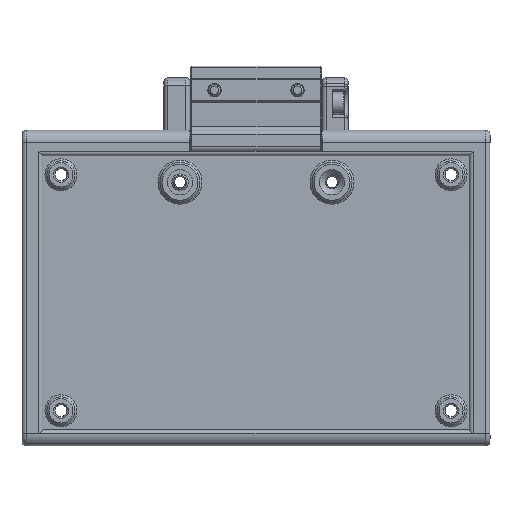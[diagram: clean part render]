
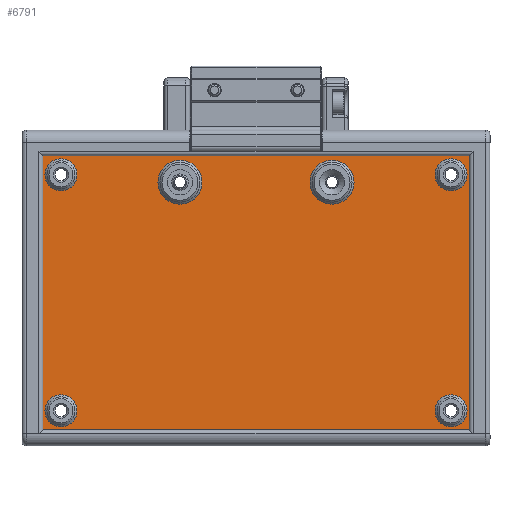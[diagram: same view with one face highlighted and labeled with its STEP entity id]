
A CAD part, front view. The second image highlights one B-rep face of the part: STEP entity #6791.
In plain terms, the highlighted planar face has unit normal (0, -1, 0).
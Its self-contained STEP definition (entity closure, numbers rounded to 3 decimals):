
#228=FACE_BOUND('',#1059,.T.);
#229=FACE_BOUND('',#1060,.T.);
#230=FACE_BOUND('',#1061,.T.);
#231=FACE_BOUND('',#1062,.T.);
#232=FACE_BOUND('',#1063,.T.);
#233=FACE_BOUND('',#1064,.T.);
#397=PLANE('',#7384);
#614=FACE_OUTER_BOUND('',#1058,.T.);
#1058=EDGE_LOOP('',(#4903,#4904,#4905,#4906,#4907,#4908,#4909,#4910,#4911,
#4912,#4913,#4914,#4915,#4916,#4917,#4918));
#1059=EDGE_LOOP('',(#4919));
#1060=EDGE_LOOP('',(#4920));
#1061=EDGE_LOOP('',(#4921));
#1062=EDGE_LOOP('',(#4922));
#1063=EDGE_LOOP('',(#4923));
#1064=EDGE_LOOP('',(#4924));
#1493=LINE('',#10305,#2080);
#1506=LINE('',#10342,#2093);
#1511=LINE('',#10358,#2098);
#1524=LINE('',#10395,#2111);
#1549=LINE('',#10545,#2136);
#1569=LINE('',#10698,#2156);
#1602=LINE('',#10841,#2189);
#1603=LINE('',#10842,#2190);
#1604=LINE('',#10843,#2191);
#1605=LINE('',#10844,#2192);
#1606=LINE('',#10845,#2193);
#1607=LINE('',#10846,#2194);
#2080=VECTOR('',#8093,10.);
#2093=VECTOR('',#8128,10.);
#2098=VECTOR('',#8141,10.);
#2111=VECTOR('',#8176,10.);
#2136=VECTOR('',#8249,10.);
#2156=VECTOR('',#8317,10.);
#2189=VECTOR('',#8430,10.);
#2190=VECTOR('',#8431,10.);
#2191=VECTOR('',#8432,10.);
#2192=VECTOR('',#8433,10.);
#2193=VECTOR('',#8434,10.);
#2194=VECTOR('',#8435,10.);
#2665=CIRCLE('',#7275,0.5);
#2666=CIRCLE('',#7278,0.5);
#2669=CIRCLE('',#7290,0.5);
#2670=CIRCLE('',#7293,0.5);
#2691=CIRCLE('',#7383,4.);
#2692=CIRCLE('',#7385,4.);
#2693=CIRCLE('',#7386,5.5);
#2694=CIRCLE('',#7387,4.);
#2695=CIRCLE('',#7388,5.5);
#2696=CIRCLE('',#7389,4.);
#2978=VERTEX_POINT('',#10302);
#2979=VERTEX_POINT('',#10304);
#2985=VERTEX_POINT('',#10320);
#2986=VERTEX_POINT('',#10322);
#2989=VERTEX_POINT('',#10329);
#2992=VERTEX_POINT('',#10340);
#2998=VERTEX_POINT('',#10355);
#2999=VERTEX_POINT('',#10357);
#3005=VERTEX_POINT('',#10373);
#3006=VERTEX_POINT('',#10375);
#3009=VERTEX_POINT('',#10382);
#3012=VERTEX_POINT('',#10393);
#3044=VERTEX_POINT('',#10542);
#3045=VERTEX_POINT('',#10544);
#3071=VERTEX_POINT('',#10695);
#3072=VERTEX_POINT('',#10697);
#3104=VERTEX_POINT('',#10837);
#3105=VERTEX_POINT('',#10847);
#3106=VERTEX_POINT('',#10849);
#3107=VERTEX_POINT('',#10851);
#3108=VERTEX_POINT('',#10853);
#3109=VERTEX_POINT('',#10855);
#3573=EDGE_CURVE('',#2979,#2978,#1493,.T.);
#3582=EDGE_CURVE('',#2985,#2986,#2665,.F.);
#3586=EDGE_CURVE('',#2978,#2989,#2666,.T.);
#3592=EDGE_CURVE('',#2985,#2992,#1506,.T.);
#3599=EDGE_CURVE('',#2999,#2998,#1511,.T.);
#3608=EDGE_CURVE('',#3005,#3006,#2669,.F.);
#3612=EDGE_CURVE('',#2998,#3009,#2670,.T.);
#3618=EDGE_CURVE('',#3005,#3012,#1524,.T.);
#3662=EDGE_CURVE('',#3044,#3045,#1549,.T.);
#3701=EDGE_CURVE('',#3071,#3072,#1569,.T.);
#3755=EDGE_CURVE('',#3104,#3104,#2691,.T.);
#3756=EDGE_CURVE('',#3072,#3009,#1602,.T.);
#3757=EDGE_CURVE('',#2986,#3071,#1603,.T.);
#3758=EDGE_CURVE('',#2979,#2992,#1604,.T.);
#3759=EDGE_CURVE('',#3045,#2989,#1605,.T.);
#3760=EDGE_CURVE('',#3006,#3044,#1606,.T.);
#3761=EDGE_CURVE('',#2999,#3012,#1607,.T.);
#3762=EDGE_CURVE('',#3105,#3105,#2692,.T.);
#3763=EDGE_CURVE('',#3106,#3106,#2693,.T.);
#3764=EDGE_CURVE('',#3107,#3107,#2694,.T.);
#3765=EDGE_CURVE('',#3108,#3108,#2695,.T.);
#3766=EDGE_CURVE('',#3109,#3109,#2696,.T.);
#4903=ORIENTED_EDGE('',*,*,#3756,.F.);
#4904=ORIENTED_EDGE('',*,*,#3701,.F.);
#4905=ORIENTED_EDGE('',*,*,#3757,.F.);
#4906=ORIENTED_EDGE('',*,*,#3582,.F.);
#4907=ORIENTED_EDGE('',*,*,#3592,.T.);
#4908=ORIENTED_EDGE('',*,*,#3758,.F.);
#4909=ORIENTED_EDGE('',*,*,#3573,.T.);
#4910=ORIENTED_EDGE('',*,*,#3586,.T.);
#4911=ORIENTED_EDGE('',*,*,#3759,.F.);
#4912=ORIENTED_EDGE('',*,*,#3662,.F.);
#4913=ORIENTED_EDGE('',*,*,#3760,.F.);
#4914=ORIENTED_EDGE('',*,*,#3608,.F.);
#4915=ORIENTED_EDGE('',*,*,#3618,.T.);
#4916=ORIENTED_EDGE('',*,*,#3761,.F.);
#4917=ORIENTED_EDGE('',*,*,#3599,.T.);
#4918=ORIENTED_EDGE('',*,*,#3612,.T.);
#4919=ORIENTED_EDGE('',*,*,#3762,.F.);
#4920=ORIENTED_EDGE('',*,*,#3763,.F.);
#4921=ORIENTED_EDGE('',*,*,#3764,.F.);
#4922=ORIENTED_EDGE('',*,*,#3765,.F.);
#4923=ORIENTED_EDGE('',*,*,#3766,.F.);
#4924=ORIENTED_EDGE('',*,*,#3755,.F.);
#6791=ADVANCED_FACE('',(#614,#228,#229,#230,#231,#232,#233),#397,.T.);
#7275=AXIS2_PLACEMENT_3D('',#10323,#8108,#8109);
#7278=AXIS2_PLACEMENT_3D('',#10331,#8116,#8117);
#7290=AXIS2_PLACEMENT_3D('',#10376,#8156,#8157);
#7293=AXIS2_PLACEMENT_3D('',#10384,#8164,#8165);
#7383=AXIS2_PLACEMENT_3D('',#10839,#8426,#8427);
#7384=AXIS2_PLACEMENT_3D('',#10840,#8428,#8429);
#7385=AXIS2_PLACEMENT_3D('',#10848,#8436,#8437);
#7386=AXIS2_PLACEMENT_3D('',#10850,#8438,#8439);
#7387=AXIS2_PLACEMENT_3D('',#10852,#8440,#8441);
#7388=AXIS2_PLACEMENT_3D('',#10854,#8442,#8443);
#7389=AXIS2_PLACEMENT_3D('',#10856,#8444,#8445);
#8093=DIRECTION('',(1.,0.,0.));
#8108=DIRECTION('center_axis',(0.,1.,0.));
#8109=DIRECTION('ref_axis',(-0.707,0.,0.707));
#8116=DIRECTION('center_axis',(0.,1.,0.));
#8117=DIRECTION('ref_axis',(-0.707,0.,-0.707));
#8128=DIRECTION('',(-1.,0.,0.));
#8141=DIRECTION('',(-1.,0.,0.));
#8156=DIRECTION('center_axis',(0.,1.,0.));
#8157=DIRECTION('ref_axis',(0.707,0.,-0.707));
#8164=DIRECTION('center_axis',(0.,1.,0.));
#8165=DIRECTION('ref_axis',(0.707,0.,0.707));
#8176=DIRECTION('',(1.,0.,0.));
#8249=DIRECTION('',(1.,0.,0.));
#8317=DIRECTION('',(-1.,0.,0.));
#8426=DIRECTION('center_axis',(0.,-1.,0.));
#8427=DIRECTION('ref_axis',(1.,0.,0.));
#8428=DIRECTION('center_axis',(0.,-1.,0.));
#8429=DIRECTION('ref_axis',(1.,0.,0.));
#8430=DIRECTION('',(0.,0.,1.));
#8431=DIRECTION('',(0.,0.,-1.));
#8432=DIRECTION('',(0.,0.,-1.));
#8433=DIRECTION('',(0.,0.,-1.));
#8434=DIRECTION('',(0.,0.,1.));
#8435=DIRECTION('',(0.,0.,1.));
#8436=DIRECTION('center_axis',(0.,-1.,0.));
#8437=DIRECTION('ref_axis',(1.,0.,0.));
#8438=DIRECTION('center_axis',(0.,-1.,0.));
#8439=DIRECTION('ref_axis',(1.,0.,0.));
#8440=DIRECTION('center_axis',(0.,-1.,0.));
#8441=DIRECTION('ref_axis',(1.,0.,0.));
#8442=DIRECTION('center_axis',(0.,-1.,0.));
#8443=DIRECTION('ref_axis',(1.,0.,0.));
#8444=DIRECTION('center_axis',(0.,-1.,0.));
#8445=DIRECTION('ref_axis',(1.,0.,0.));
#10302=CARTESIAN_POINT('',(105.625,-29.048,92.199));
#10304=CARTESIAN_POINT('',(105.125,-29.048,92.199));
#10305=CARTESIAN_POINT('',(78.5,-29.048,92.199));
#10320=CARTESIAN_POINT('',(105.625,-29.048,72.199));
#10322=CARTESIAN_POINT('',(105.125,-29.048,71.699));
#10323=CARTESIAN_POINT('Origin',(105.625,-29.048,71.699));
#10329=CARTESIAN_POINT('',(105.125,-29.048,92.699));
#10331=CARTESIAN_POINT('Origin',(105.625,-29.048,92.699));
#10340=CARTESIAN_POINT('',(105.125,-29.048,72.199));
#10342=CARTESIAN_POINT('',(80.,-29.048,72.199));
#10355=CARTESIAN_POINT('',(-1.875,-29.048,72.199));
#10357=CARTESIAN_POINT('',(-1.375,-29.048,72.199));
#10358=CARTESIAN_POINT('',(25.25,-29.048,72.199));
#10373=CARTESIAN_POINT('',(-1.875,-29.048,92.199));
#10375=CARTESIAN_POINT('',(-1.375,-29.048,92.699));
#10376=CARTESIAN_POINT('Origin',(-1.875,-29.048,92.699));
#10382=CARTESIAN_POINT('',(-1.375,-29.048,71.699));
#10384=CARTESIAN_POINT('Origin',(-1.875,-29.048,71.699));
#10393=CARTESIAN_POINT('',(-1.375,-29.048,92.199));
#10395=CARTESIAN_POINT('',(23.75,-29.048,92.199));
#10542=CARTESIAN_POINT('',(-1.375,-29.048,116.449));
#10544=CARTESIAN_POINT('',(105.125,-29.048,116.449));
#10545=CARTESIAN_POINT('',(105.125,-29.048,116.449));
#10695=CARTESIAN_POINT('',(105.125,-29.048,47.949));
#10697=CARTESIAN_POINT('',(-1.375,-29.048,47.949));
#10698=CARTESIAN_POINT('',(-1.375,-29.048,47.949));
#10837=CARTESIAN_POINT('',(-0.875,-29.048,52.699));
#10839=CARTESIAN_POINT('Origin',(3.125,-29.048,52.699));
#10840=CARTESIAN_POINT('Origin',(51.875,-29.048,82.199));
#10841=CARTESIAN_POINT('',(-1.375,-29.048,92.199));
#10842=CARTESIAN_POINT('',(105.125,-29.048,47.949));
#10843=CARTESIAN_POINT('',(105.125,-29.048,77.199));
#10844=CARTESIAN_POINT('',(105.125,-29.048,47.949));
#10845=CARTESIAN_POINT('',(-1.375,-29.048,92.199));
#10846=CARTESIAN_POINT('',(-1.375,-29.048,87.199));
#10847=CARTESIAN_POINT('',(96.625,-29.048,52.699));
#10848=CARTESIAN_POINT('Origin',(100.625,-29.048,52.699));
#10849=CARTESIAN_POINT('',(65.375,-29.048,109.849));
#10850=CARTESIAN_POINT('Origin',(70.875,-29.048,109.849));
#10851=CARTESIAN_POINT('',(-0.875,-29.048,111.699));
#10852=CARTESIAN_POINT('Origin',(3.125,-29.048,111.699));
#10853=CARTESIAN_POINT('',(27.375,-29.048,109.849));
#10854=CARTESIAN_POINT('Origin',(32.875,-29.048,109.849));
#10855=CARTESIAN_POINT('',(96.625,-29.048,111.699));
#10856=CARTESIAN_POINT('Origin',(100.625,-29.048,111.699));
